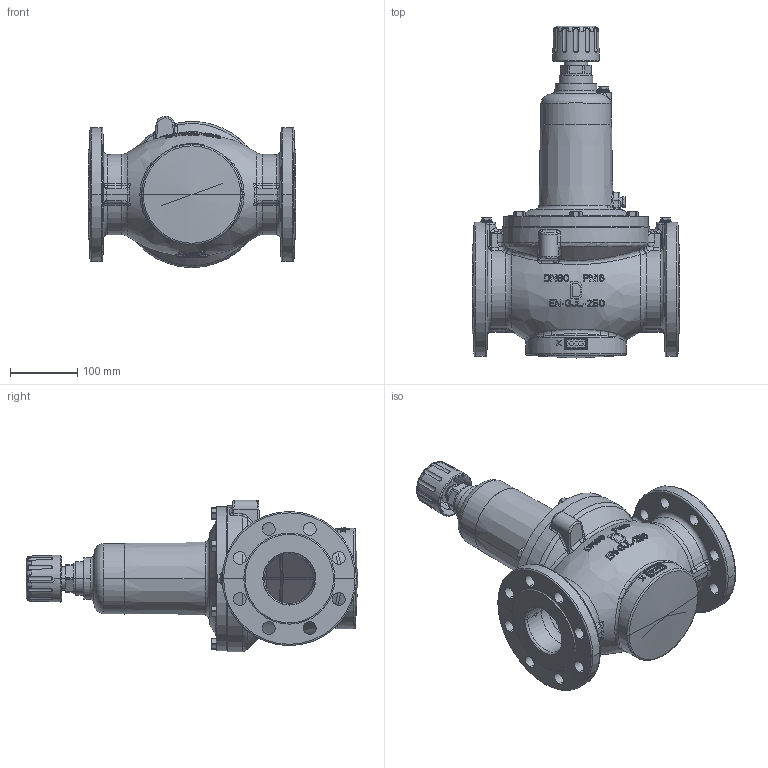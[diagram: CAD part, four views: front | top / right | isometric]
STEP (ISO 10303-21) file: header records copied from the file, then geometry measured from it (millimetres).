
FILE_DESCRIPTION((''),'2;1');
FILE_NAME('003Z0624_ASM','2015-05-06T',('u317927'),('Danfoss'),'PRO/ENGINEER BY PARAMETRIC TECHNOLOGY CORPORATION, 2014000','PRO/ENGINEER BY PARAMETRIC TECHNOLOGY CORPORATION, 2014000','');
FILE_SCHEMA(('CONFIG_CONTROL_DESIGN'));
Length unit declared in the file: millimetre
Products named in the file (18): 8907201; 8907163; 8907146_ASM; 8907257_ASM; 8907275_ASM; 8907242_ASM; 8907280_ASM; 8907252; 8907195; 8907171; 8907155; 8907184_ASM; 8907156; 51818090; 5454051; 8861024; 8901380; 003Z0624_ASM
Assembly tree (26 placements, depth 4):
  003Z0624_ASM
    8907201
    8907242_ASM
      8907257_ASM
        8907163
        8907146_ASM
      8907275_ASM
    8907280_ASM
    8907252
    8907184_ASM
      8907195
      8907171
      8907155
    8907156
    51818090  x6
    5454051  x3
    8861024  x3
    8901380
Bounding box: 310 x 495.31 x 225.69 mm (x, y, z)
Volume: 5519880.7 mm3; surface area: 826868 mm2
Topology: 20 solids, 49 shells, 2265 faces, 5764 edges, 3629 vertices
Faces by surface type: plane 975, cylinder 532, bspline 356, cone 257, torus 143, sphere 2
Entity records: 82339 total; most frequent: CARTESIAN_POINT 36449, ORIENTED_EDGE 10318, DIRECTION 8318, EDGE_CURVE 5203, AXIS2_PLACEMENT_3D 3365, VERTEX_POINT 3279, EDGE_LOOP 2228, FACE_OUTER_BOUND 2051
